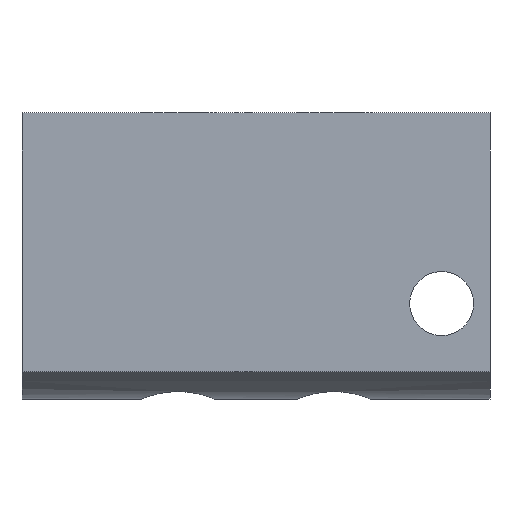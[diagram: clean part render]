
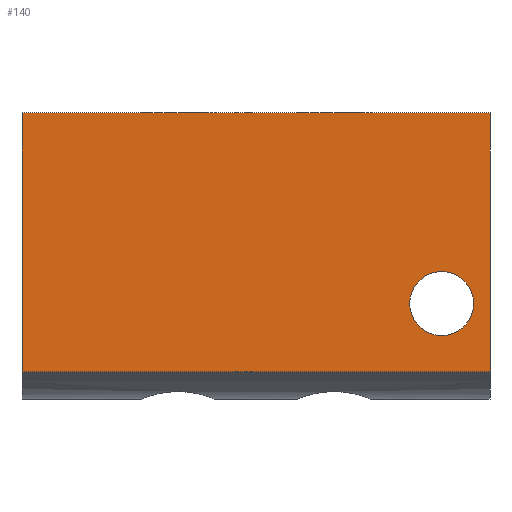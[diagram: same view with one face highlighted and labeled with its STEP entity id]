
A CAD part, left-side view. The second image highlights one B-rep face of the part: STEP entity #140.
In plain terms, the highlighted planar face has unit normal (-1, 0, 0).
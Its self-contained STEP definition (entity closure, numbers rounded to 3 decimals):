
#1 = DIRECTION ( 'NONE',  ( 0., 0., -1. ) ) ;
#31 = DIRECTION ( 'NONE',  ( 0., -1., 0. ) ) ;
#79 = EDGE_CURVE ( 'NONE', #896, #538, #470, .T. ) ;
#98 = DIRECTION ( 'NONE',  ( -1., 0., 0. ) ) ;
#112 = ORIENTED_EDGE ( 'NONE', *, *, #688, .T. ) ;
#128 = LINE ( 'NONE', #817, #258 ) ;
#140 = ADVANCED_FACE ( 'NONE', ( #774, #642 ), #429, .F. ) ;
#168 = CIRCLE ( 'NONE', #611, 2.05 ) ;
#174 = CARTESIAN_POINT ( 'NONE',  ( -4.29, 3.1, 0. ) ) ;
#190 = ORIENTED_EDGE ( 'NONE', *, *, #405, .T. ) ;
#191 = CARTESIAN_POINT ( 'NONE',  ( -4.29, 30., -4.372 ) ) ;
#198 = EDGE_CURVE ( 'NONE', #370, #566, #849, .T. ) ;
#228 = VERTEX_POINT ( 'NONE', #919 ) ;
#258 = VECTOR ( 'NONE', #465, 1000. ) ;
#320 = EDGE_LOOP ( 'NONE', ( #663, #384 ) ) ;
#324 = EDGE_CURVE ( 'NONE', #566, #370, #168, .T. ) ;
#341 = DIRECTION ( 'NONE',  ( 0., 0., 1. ) ) ;
#352 = DIRECTION ( 'NONE',  ( -1., 0., 0. ) ) ;
#357 = VECTOR ( 'NONE', #489, 1000. ) ;
#370 = VERTEX_POINT ( 'NONE', #609 ) ;
#384 = ORIENTED_EDGE ( 'NONE', *, *, #198, .F. ) ;
#386 = DIRECTION ( 'NONE',  ( 0., 0., -1. ) ) ;
#388 = VERTEX_POINT ( 'NONE', #191 ) ;
#405 = EDGE_CURVE ( 'NONE', #388, #228, #128, .T. ) ;
#429 = PLANE ( 'NONE',  #866 ) ;
#437 = LINE ( 'NONE', #697, #357 ) ;
#465 = DIRECTION ( 'NONE',  ( 0., -1., 0. ) ) ;
#467 = ORIENTED_EDGE ( 'NONE', *, *, #531, .F. ) ;
#470 = LINE ( 'NONE', #691, #783 ) ;
#473 = CARTESIAN_POINT ( 'NONE',  ( -4.29, 0., 12.225 ) ) ;
#486 = CARTESIAN_POINT ( 'NONE',  ( -4.29, 30., 12.225 ) ) ;
#489 = DIRECTION ( 'NONE',  ( 0., 0., 1. ) ) ;
#497 = CARTESIAN_POINT ( 'NONE',  ( -4.29, 30., 12.225 ) ) ;
#500 = CARTESIAN_POINT ( 'NONE',  ( -4.29, 3.1, 0. ) ) ;
#531 = EDGE_CURVE ( 'NONE', #388, #896, #437, .T. ) ;
#538 = VERTEX_POINT ( 'NONE', #715 ) ;
#541 = VECTOR ( 'NONE', #341, 1000. ) ;
#561 = LINE ( 'NONE', #473, #541 ) ;
#566 = VERTEX_POINT ( 'NONE', #587 ) ;
#587 = CARTESIAN_POINT ( 'NONE',  ( -4.29, 3.1, -2.05 ) ) ;
#609 = CARTESIAN_POINT ( 'NONE',  ( -4.29, 3.1, 2.05 ) ) ;
#611 = AXIS2_PLACEMENT_3D ( 'NONE', #174, #98, #386 ) ;
#632 = DIRECTION ( 'NONE',  ( 1., 0., 0. ) ) ;
#642 = FACE_BOUND ( 'NONE', #320, .T. ) ;
#663 = ORIENTED_EDGE ( 'NONE', *, *, #324, .F. ) ;
#688 = EDGE_CURVE ( 'NONE', #228, #538, #561, .T. ) ;
#691 = CARTESIAN_POINT ( 'NONE',  ( -4.29, 30., 12.225 ) ) ;
#697 = CARTESIAN_POINT ( 'NONE',  ( -4.29, 30., 12.225 ) ) ;
#709 = DIRECTION ( 'NONE',  ( 0., 0., -1. ) ) ;
#715 = CARTESIAN_POINT ( 'NONE',  ( -4.29, 0., 12.225 ) ) ;
#774 = FACE_OUTER_BOUND ( 'NONE', #789, .T. ) ;
#780 = ORIENTED_EDGE ( 'NONE', *, *, #79, .F. ) ;
#783 = VECTOR ( 'NONE', #31, 1000. ) ;
#789 = EDGE_LOOP ( 'NONE', ( #112, #780, #467, #190 ) ) ;
#817 = CARTESIAN_POINT ( 'NONE',  ( -4.29, 30., -4.372 ) ) ;
#849 = CIRCLE ( 'NONE', #898, 2.05 ) ;
#866 = AXIS2_PLACEMENT_3D ( 'NONE', #486, #632, #709 ) ;
#896 = VERTEX_POINT ( 'NONE', #497 ) ;
#898 = AXIS2_PLACEMENT_3D ( 'NONE', #500, #352, #1 ) ;
#919 = CARTESIAN_POINT ( 'NONE',  ( -4.29, 0., -4.372 ) ) ;
